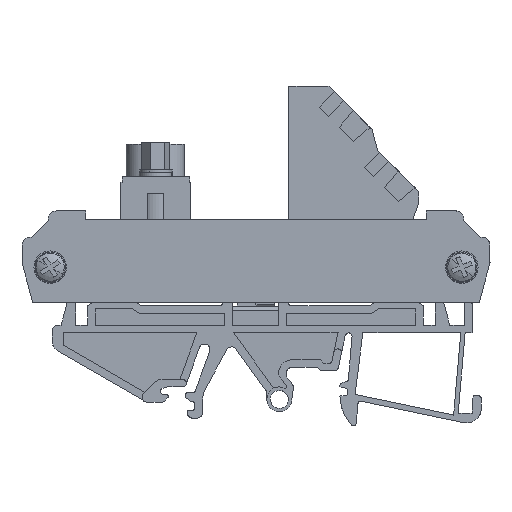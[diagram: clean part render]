
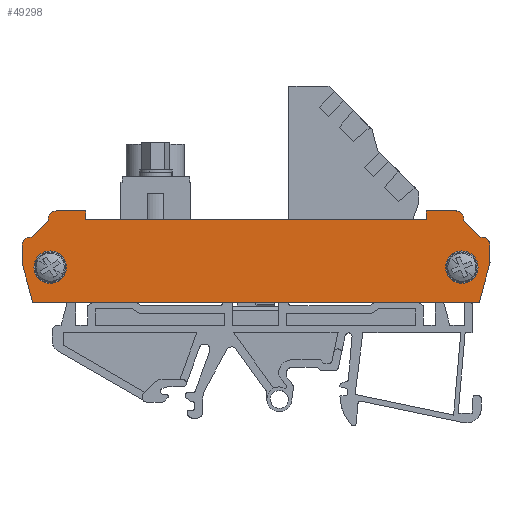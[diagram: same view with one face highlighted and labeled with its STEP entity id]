
A CAD part, left-side view. The second image highlights one B-rep face of the part: STEP entity #49298.
In plain terms, the highlighted planar face has unit normal (-1, 0, 0).
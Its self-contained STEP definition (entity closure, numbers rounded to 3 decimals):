
#20313=AXIS2_PLACEMENT_3D('Circle Axis2P3D',#20311,#20312,$) ;
#20345=AXIS2_PLACEMENT_3D('Circle Axis2P3D',#20343,#20344,$) ;
#25252=AXIS2_PLACEMENT_3D('Circle Axis2P3D',#25250,#25251,$) ;
#25293=AXIS2_PLACEMENT_3D('Circle Axis2P3D',#25291,#25292,$) ;
#28561=AXIS2_PLACEMENT_3D('Circle Axis2P3D',#28559,#28560,$) ;
#28591=AXIS2_PLACEMENT_3D('Circle Axis2P3D',#28589,#28590,$) ;
#28625=AXIS2_PLACEMENT_3D('Circle Axis2P3D',#28623,#28624,$) ;
#28655=AXIS2_PLACEMENT_3D('Circle Axis2P3D',#28653,#28654,$) ;
#49204=AXIS2_PLACEMENT_3D('Plane Axis2P3D',#49201,#49202,#49203) ;
#20308=CARTESIAN_POINT('Vertex',(0.,6.37,39.652)) ;
#20311=CARTESIAN_POINT('Axis2P3D Location',(0.,6.37,38.152)) ;
#20315=CARTESIAN_POINT('Vertex',(0.,4.87,38.152)) ;
#20340=CARTESIAN_POINT('Vertex',(0.,1.723,34.775)) ;
#20343=CARTESIAN_POINT('Axis2P3D Location',(0.,1.5,33.292)) ;
#20347=CARTESIAN_POINT('Vertex',(0.,0.,33.292)) ;
#25247=CARTESIAN_POINT('Vertex',(0.,86.4,33.292)) ;
#25250=CARTESIAN_POINT('Axis2P3D Location',(0.,84.9,33.292)) ;
#25254=CARTESIAN_POINT('Vertex',(0.,84.677,34.775)) ;
#25288=CARTESIAN_POINT('Vertex',(0.,81.53,38.152)) ;
#25291=CARTESIAN_POINT('Axis2P3D Location',(0.,80.03,38.152)) ;
#25295=CARTESIAN_POINT('Vertex',(0.,80.03,39.652)) ;
#28556=CARTESIAN_POINT('Vertex',(0.,8.2,29.252)) ;
#28559=CARTESIAN_POINT('Axis2P3D Location',(0.,5.2,29.252)) ;
#28563=CARTESIAN_POINT('Vertex',(0.,2.2,29.252)) ;
#28589=CARTESIAN_POINT('Axis2P3D Location',(0.,5.2,29.252)) ;
#28620=CARTESIAN_POINT('Vertex',(0.,84.2,29.252)) ;
#28623=CARTESIAN_POINT('Axis2P3D Location',(0.,81.2,29.252)) ;
#28627=CARTESIAN_POINT('Vertex',(0.,78.2,29.252)) ;
#28653=CARTESIAN_POINT('Axis2P3D Location',(0.,81.2,29.252)) ;
#47128=CARTESIAN_POINT('Vertex',(0.,81.53,37.922)) ;
#47131=CARTESIAN_POINT('Line Origine',(0.,81.53,38.037)) ;
#47154=CARTESIAN_POINT('Line Origine',(0.,83.103,36.349)) ;
#47183=CARTESIAN_POINT('Vertex',(0.,86.4,30.084)) ;
#47186=CARTESIAN_POINT('Line Origine',(0.,86.4,31.688)) ;
#47215=CARTESIAN_POINT('Vertex',(0.,84.435,22.752)) ;
#47218=CARTESIAN_POINT('Line Origine',(0.,85.418,26.418)) ;
#49201=CARTESIAN_POINT('Axis2P3D Location',(0.,1.5,33.292)) ;
#49206=CARTESIAN_POINT('Line Origine',(0.,3.297,36.349)) ;
#49210=CARTESIAN_POINT('Vertex',(0.,4.87,37.922)) ;
#49213=CARTESIAN_POINT('Line Origine',(0.,4.87,38.037)) ;
#49218=CARTESIAN_POINT('Line Origine',(0.,9.085,39.652)) ;
#49222=CARTESIAN_POINT('Vertex',(0.,11.8,39.652)) ;
#49225=CARTESIAN_POINT('Line Origine',(0.,11.8,38.852)) ;
#49229=CARTESIAN_POINT('Vertex',(0.,11.8,38.052)) ;
#49232=CARTESIAN_POINT('Line Origine',(0.,43.2,38.052)) ;
#49236=CARTESIAN_POINT('Vertex',(0.,74.6,38.052)) ;
#49239=CARTESIAN_POINT('Line Origine',(0.,74.6,38.852)) ;
#49243=CARTESIAN_POINT('Vertex',(0.,74.6,39.652)) ;
#49246=CARTESIAN_POINT('Line Origine',(0.,77.315,39.652)) ;
#49251=CARTESIAN_POINT('Line Origine',(0.,43.2,22.752)) ;
#49255=CARTESIAN_POINT('Vertex',(0.,1.965,22.752)) ;
#49258=CARTESIAN_POINT('Line Origine',(0.,0.982,26.418)) ;
#49262=CARTESIAN_POINT('Vertex',(0.,0.,30.084)) ;
#49265=CARTESIAN_POINT('Line Origine',(0.,0.,31.688)) ;
#20312=DIRECTION('Axis2P3D Direction',(1.,0.,0.)) ;
#20344=DIRECTION('Axis2P3D Direction',(1.,0.,0.)) ;
#25251=DIRECTION('Axis2P3D Direction',(1.,0.,0.)) ;
#25292=DIRECTION('Axis2P3D Direction',(1.,0.,0.)) ;
#28560=DIRECTION('Axis2P3D Direction',(-1.,0.,0.)) ;
#28590=DIRECTION('Axis2P3D Direction',(-1.,0.,0.)) ;
#28624=DIRECTION('Axis2P3D Direction',(-1.,0.,0.)) ;
#28654=DIRECTION('Axis2P3D Direction',(-1.,0.,0.)) ;
#47132=DIRECTION('Vector Direction',(0.,0.,-1.)) ;
#47155=DIRECTION('Vector Direction',(0.,-0.707,0.707)) ;
#47187=DIRECTION('Vector Direction',(0.,0.,1.)) ;
#47219=DIRECTION('Vector Direction',(0.,0.259,0.966)) ;
#49202=DIRECTION('Axis2P3D Direction',(1.,0.,0.)) ;
#49203=DIRECTION('Axis2P3D XDirection',(0.,1.,0.)) ;
#49207=DIRECTION('Vector Direction',(0.,-0.707,-0.707)) ;
#49214=DIRECTION('Vector Direction',(0.,0.,1.)) ;
#49219=DIRECTION('Vector Direction',(0.,-1.,0.)) ;
#49226=DIRECTION('Vector Direction',(0.,0.,1.)) ;
#49233=DIRECTION('Vector Direction',(0.,-1.,0.)) ;
#49240=DIRECTION('Vector Direction',(0.,0.,-1.)) ;
#49247=DIRECTION('Vector Direction',(0.,-1.,0.)) ;
#49252=DIRECTION('Vector Direction',(0.,1.,0.)) ;
#49259=DIRECTION('Vector Direction',(0.,0.259,-0.966)) ;
#49266=DIRECTION('Vector Direction',(0.,0.,-1.)) ;
#47133=VECTOR('Line Direction',#47132,1.) ;
#47156=VECTOR('Line Direction',#47155,1.) ;
#47188=VECTOR('Line Direction',#47187,1.) ;
#47220=VECTOR('Line Direction',#47219,1.) ;
#49208=VECTOR('Line Direction',#49207,1.) ;
#49215=VECTOR('Line Direction',#49214,1.) ;
#49220=VECTOR('Line Direction',#49219,1.) ;
#49227=VECTOR('Line Direction',#49226,1.) ;
#49234=VECTOR('Line Direction',#49233,1.) ;
#49241=VECTOR('Line Direction',#49240,1.) ;
#49248=VECTOR('Line Direction',#49247,1.) ;
#49253=VECTOR('Line Direction',#49252,1.) ;
#49260=VECTOR('Line Direction',#49259,1.) ;
#49267=VECTOR('Line Direction',#49266,1.) ;
#49271=ORIENTED_EDGE('',*,*,#49212,.F.) ;
#49272=ORIENTED_EDGE('',*,*,#49217,.T.) ;
#49273=ORIENTED_EDGE('',*,*,#20317,.F.) ;
#49274=ORIENTED_EDGE('',*,*,#49224,.F.) ;
#49275=ORIENTED_EDGE('',*,*,#49231,.F.) ;
#49276=ORIENTED_EDGE('',*,*,#49238,.F.) ;
#49277=ORIENTED_EDGE('',*,*,#49245,.F.) ;
#49278=ORIENTED_EDGE('',*,*,#49250,.F.) ;
#49279=ORIENTED_EDGE('',*,*,#25297,.F.) ;
#49280=ORIENTED_EDGE('',*,*,#47135,.T.) ;
#49281=ORIENTED_EDGE('',*,*,#47158,.F.) ;
#49282=ORIENTED_EDGE('',*,*,#25256,.F.) ;
#49283=ORIENTED_EDGE('',*,*,#47190,.F.) ;
#49284=ORIENTED_EDGE('',*,*,#47222,.F.) ;
#49285=ORIENTED_EDGE('',*,*,#49257,.F.) ;
#49286=ORIENTED_EDGE('',*,*,#49264,.F.) ;
#49287=ORIENTED_EDGE('',*,*,#49269,.F.) ;
#49288=ORIENTED_EDGE('',*,*,#20349,.F.) ;
#49291=ORIENTED_EDGE('',*,*,#28593,.F.) ;
#49292=ORIENTED_EDGE('',*,*,#28565,.F.) ;
#49295=ORIENTED_EDGE('',*,*,#28657,.F.) ;
#49296=ORIENTED_EDGE('',*,*,#28629,.F.) ;
#49293=FACE_BOUND('',#49290,.T.) ;
#49297=FACE_BOUND('',#49294,.T.) ;
#49298=ADVANCED_FACE('NONE',(#49289,#49293,#49297),#49205,.F.) ;
#20314=CIRCLE('generated circle',#20313,1.5) ;
#20346=CIRCLE('generated circle',#20345,1.5) ;
#25253=CIRCLE('generated circle',#25252,1.5) ;
#25294=CIRCLE('generated circle',#25293,1.5) ;
#28562=CIRCLE('generated circle',#28561,3.) ;
#28592=CIRCLE('generated circle',#28591,3.) ;
#28626=CIRCLE('generated circle',#28625,3.) ;
#28656=CIRCLE('generated circle',#28655,3.) ;
#20317=EDGE_CURVE('',#20309,#20316,#20314,.T.) ;
#20349=EDGE_CURVE('',#20341,#20348,#20346,.T.) ;
#25256=EDGE_CURVE('',#25248,#25255,#25253,.T.) ;
#25297=EDGE_CURVE('',#25289,#25296,#25294,.T.) ;
#28565=EDGE_CURVE('',#28557,#28564,#28562,.T.) ;
#28593=EDGE_CURVE('',#28564,#28557,#28592,.T.) ;
#28629=EDGE_CURVE('',#28621,#28628,#28626,.T.) ;
#28657=EDGE_CURVE('',#28628,#28621,#28656,.T.) ;
#47135=EDGE_CURVE('',#25289,#47129,#47134,.T.) ;
#47158=EDGE_CURVE('',#25255,#47129,#47157,.T.) ;
#47190=EDGE_CURVE('',#47184,#25248,#47189,.T.) ;
#47222=EDGE_CURVE('',#47216,#47184,#47221,.T.) ;
#49212=EDGE_CURVE('',#49211,#20341,#49209,.T.) ;
#49217=EDGE_CURVE('',#49211,#20316,#49216,.T.) ;
#49224=EDGE_CURVE('',#49223,#20309,#49221,.T.) ;
#49231=EDGE_CURVE('',#49230,#49223,#49228,.T.) ;
#49238=EDGE_CURVE('',#49237,#49230,#49235,.T.) ;
#49245=EDGE_CURVE('',#49244,#49237,#49242,.T.) ;
#49250=EDGE_CURVE('',#25296,#49244,#49249,.T.) ;
#49257=EDGE_CURVE('',#49256,#47216,#49254,.T.) ;
#49264=EDGE_CURVE('',#49263,#49256,#49261,.T.) ;
#49269=EDGE_CURVE('',#20348,#49263,#49268,.T.) ;
#49270=EDGE_LOOP('',(#49271,#49272,#49273,#49274,#49275,#49276,#49277,#49278,#49279,#49280,#49281,#49282,#49283,#49284,#49285,#49286,#49287,#49288)) ;
#49290=EDGE_LOOP('',(#49291,#49292)) ;
#49294=EDGE_LOOP('',(#49295,#49296)) ;
#49289=FACE_OUTER_BOUND('',#49270,.T.) ;
#47134=LINE('Line',#47131,#47133) ;
#47157=LINE('Line',#47154,#47156) ;
#47189=LINE('Line',#47186,#47188) ;
#47221=LINE('Line',#47218,#47220) ;
#49209=LINE('Line',#49206,#49208) ;
#49216=LINE('Line',#49213,#49215) ;
#49221=LINE('Line',#49218,#49220) ;
#49228=LINE('Line',#49225,#49227) ;
#49235=LINE('Line',#49232,#49234) ;
#49242=LINE('Line',#49239,#49241) ;
#49249=LINE('Line',#49246,#49248) ;
#49254=LINE('Line',#49251,#49253) ;
#49261=LINE('Line',#49258,#49260) ;
#49268=LINE('Line',#49265,#49267) ;
#49205=PLANE('',#49204) ;
#20309=VERTEX_POINT('',#20308) ;
#20316=VERTEX_POINT('',#20315) ;
#20341=VERTEX_POINT('',#20340) ;
#20348=VERTEX_POINT('',#20347) ;
#25248=VERTEX_POINT('',#25247) ;
#25255=VERTEX_POINT('',#25254) ;
#25289=VERTEX_POINT('',#25288) ;
#25296=VERTEX_POINT('',#25295) ;
#28557=VERTEX_POINT('',#28556) ;
#28564=VERTEX_POINT('',#28563) ;
#28621=VERTEX_POINT('',#28620) ;
#28628=VERTEX_POINT('',#28627) ;
#47129=VERTEX_POINT('',#47128) ;
#47184=VERTEX_POINT('',#47183) ;
#47216=VERTEX_POINT('',#47215) ;
#49211=VERTEX_POINT('',#49210) ;
#49223=VERTEX_POINT('',#49222) ;
#49230=VERTEX_POINT('',#49229) ;
#49237=VERTEX_POINT('',#49236) ;
#49244=VERTEX_POINT('',#49243) ;
#49256=VERTEX_POINT('',#49255) ;
#49263=VERTEX_POINT('',#49262) ;
